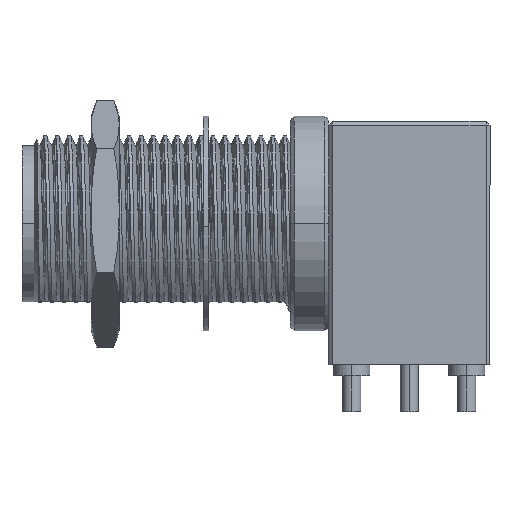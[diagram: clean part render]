
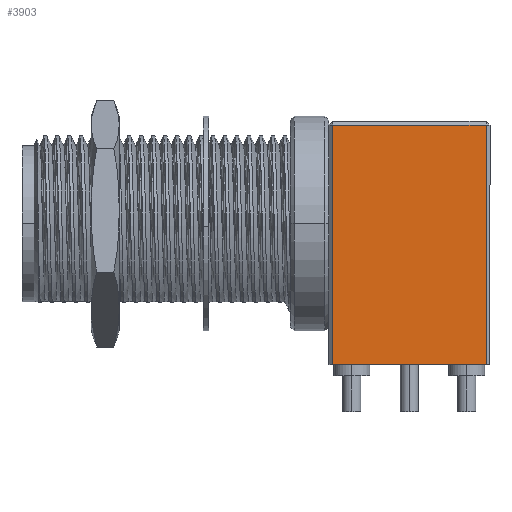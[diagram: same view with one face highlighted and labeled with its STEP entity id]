
A CAD part, top view. The second image highlights one B-rep face of the part: STEP entity #3903.
In plain terms, the highlighted planar face has unit normal (0, 0, 1).
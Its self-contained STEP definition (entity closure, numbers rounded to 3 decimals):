
#564 = DIRECTION ( 'NONE',  ( -1., 0., 0. ) ) ;
#617 = CARTESIAN_POINT ( 'NONE',  ( 0., 8.69, 7.135 ) ) ;
#3903 = ADVANCED_FACE ( 'NONE', ( #17891 ), #6240, .T. ) ;
#4165 = EDGE_CURVE ( 'NONE', #14908, #20617, #11777, .T. ) ;
#4672 = VECTOR ( 'NONE', #564, 1000. ) ;
#5364 = VECTOR ( 'NONE', #10666, 1000. ) ;
#5740 = DIRECTION ( 'NONE',  ( 1., 0., 0. ) ) ;
#5761 = DIRECTION ( 'NONE',  ( 0., 0., 1. ) ) ;
#6240 = PLANE ( 'NONE',  #14838 ) ;
#6771 = ORIENTED_EDGE ( 'NONE', *, *, #12986, .T. ) ;
#7345 = ORIENTED_EDGE ( 'NONE', *, *, #4165, .T. ) ;
#8481 = VECTOR ( 'NONE', #10655, 1000. ) ;
#8662 = CARTESIAN_POINT ( 'NONE',  ( 13., -12.46, 7.135 ) ) ;
#10655 = DIRECTION ( 'NONE',  ( 1., 0., 0. ) ) ;
#10666 = DIRECTION ( 'NONE',  ( 0., -1., 0. ) ) ;
#11741 = VECTOR ( 'NONE', #15707, 1000. ) ;
#11777 = LINE ( 'NONE', #617, #4672 ) ;
#12821 = LINE ( 'NONE', #20379, #8481 ) ;
#12986 = EDGE_CURVE ( 'NONE', #15363, #14908, #20376, .T. ) ;
#14526 = LINE ( 'NONE', #20391, #5364 ) ;
#14770 = VERTEX_POINT ( 'NONE', #8662 ) ;
#14838 = AXIS2_PLACEMENT_3D ( 'NONE', #16421, #5761, #5740 ) ;
#14908 = VERTEX_POINT ( 'NONE', #19055 ) ;
#14976 = ORIENTED_EDGE ( 'NONE', *, *, #20781, .T. ) ;
#15225 = CARTESIAN_POINT ( 'NONE',  ( 13., 8.69, 7.135 ) ) ;
#15363 = VERTEX_POINT ( 'NONE', #20288 ) ;
#15707 = DIRECTION ( 'NONE',  ( 0., 1., 0. ) ) ;
#16421 = CARTESIAN_POINT ( 'NONE',  ( 0., 0., 7.135 ) ) ;
#16521 = EDGE_LOOP ( 'NONE', ( #19382, #6771, #7345, #14976 ) ) ;
#17285 = CARTESIAN_POINT ( 'NONE',  ( 26.57, 0., 7.135 ) ) ;
#17891 = FACE_OUTER_BOUND ( 'NONE', #16521, .T. ) ;
#19055 = CARTESIAN_POINT ( 'NONE',  ( 26.57, 8.69, 7.135 ) ) ;
#19382 = ORIENTED_EDGE ( 'NONE', *, *, #19743, .T. ) ;
#19743 = EDGE_CURVE ( 'NONE', #14770, #15363, #12821, .T. ) ;
#20288 = CARTESIAN_POINT ( 'NONE',  ( 26.57, -12.46, 7.135 ) ) ;
#20376 = LINE ( 'NONE', #17285, #11741 ) ;
#20379 = CARTESIAN_POINT ( 'NONE',  ( 0., -12.46, 7.135 ) ) ;
#20391 = CARTESIAN_POINT ( 'NONE',  ( 13., -12.46, 7.135 ) ) ;
#20617 = VERTEX_POINT ( 'NONE', #15225 ) ;
#20781 = EDGE_CURVE ( 'NONE', #20617, #14770, #14526, .T. ) ;
